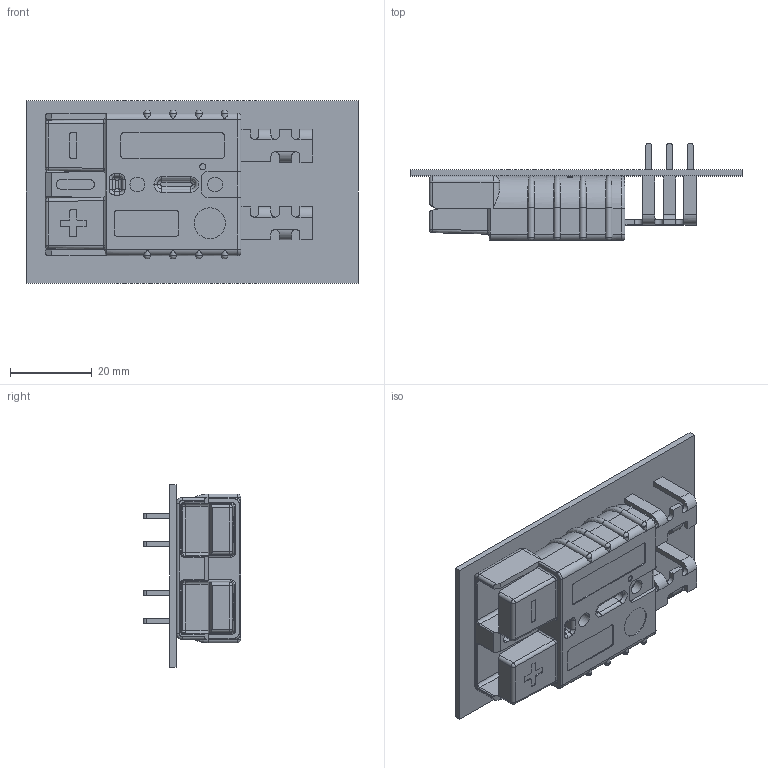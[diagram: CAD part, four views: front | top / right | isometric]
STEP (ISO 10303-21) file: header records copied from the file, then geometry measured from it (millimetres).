
FILE_DESCRIPTION (( 'STEP AP214' ), '1' );
FILE_NAME ('SB50 w- Std Powerclaw contacts.STEP', '2018-06-05T19:46:26', ( 'Craig Cormier' ), ( '' ), 'SwSTEP 2.0', 'SolidWorks 2016', '' );
FILE_SCHEMA (( 'AUTOMOTIVE_DESIGN' ));
Length unit declared in the file: millimetre
Products named in the file (1): SB50 w- Std Powerclaw contacts
Bounding box: 81.45 x 23.86 x 44.72 mm (x, y, z)
Volume: 25837.9 mm3; surface area: 16205.3 mm2
Topology: 1 solids, 2 shells, 495 faces, 1327 edges, 838 vertices
Faces by surface type: plane 229, cylinder 195, torus 43, bspline 24, sphere 4
Entity records: 17144 total; most frequent: CARTESIAN_POINT 5033, ORIENTED_EDGE 2634, DIRECTION 2432, EDGE_CURVE 1317, AXIS2_PLACEMENT_3D 847, VERTEX_POINT 838, LINE 738, VECTOR 738
